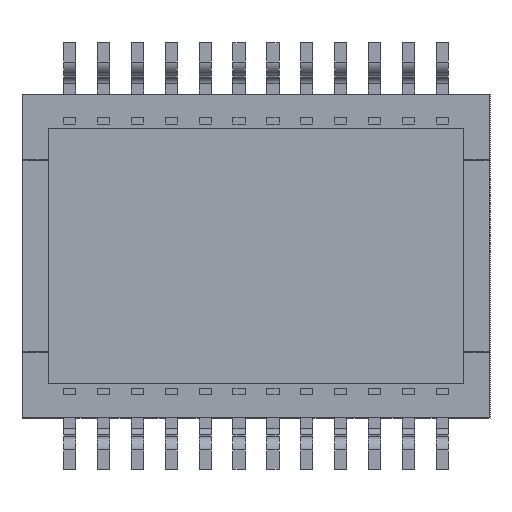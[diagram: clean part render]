
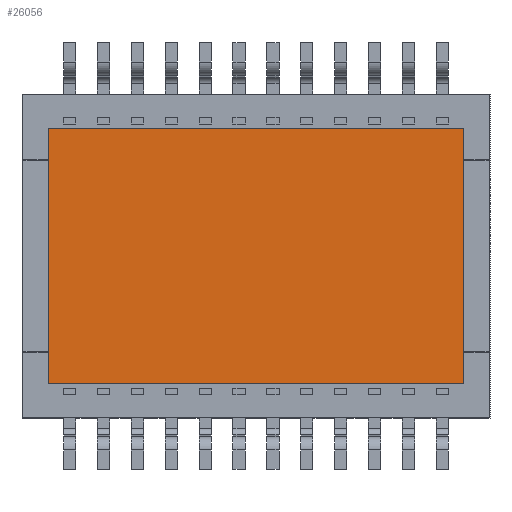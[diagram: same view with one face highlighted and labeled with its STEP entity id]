
A CAD part, front view. The second image highlights one B-rep face of the part: STEP entity #26056.
In plain terms, the highlighted planar face has unit normal (0, -1, 0).
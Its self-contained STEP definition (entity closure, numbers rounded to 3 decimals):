
#5279=DIRECTION('',(0.,0.,1.));
#5280=VECTOR('',#5279,9.55);
#5281=CARTESIAN_POINT('',(87.844,2.9,-24.775));
#5282=LINE('',#5281,#5280);
#5283=DIRECTION('',(1.,0.,0.));
#5284=VECTOR('',#5283,15.57);
#5285=CARTESIAN_POINT('',(72.274,2.9,-24.775));
#5286=LINE('',#5285,#5284);
#5287=DIRECTION('',(0.,0.,-1.));
#5288=VECTOR('',#5287,9.55);
#5289=CARTESIAN_POINT('',(72.274,2.9,-15.225));
#5290=LINE('',#5289,#5288);
#5291=DIRECTION('',(-1.,0.,0.));
#5292=VECTOR('',#5291,15.57);
#5293=CARTESIAN_POINT('',(87.844,2.9,-15.225));
#5294=LINE('',#5293,#5292);
#16585=CARTESIAN_POINT('',(72.274,2.9,-15.225));
#16586=VERTEX_POINT('',#16585);
#16591=CARTESIAN_POINT('',(72.274,2.9,-24.775));
#16592=VERTEX_POINT('',#16591);
#16593=CARTESIAN_POINT('',(87.844,2.9,-24.775));
#16594=VERTEX_POINT('',#16593);
#16599=CARTESIAN_POINT('',(87.844,2.9,-15.225));
#16600=VERTEX_POINT('',#16599);
#26045=CARTESIAN_POINT('',(80.059,2.9,-20.));
#26046=DIRECTION('',(0.,1.,0.));
#26047=DIRECTION('',(-1.,0.,0.));
#26048=AXIS2_PLACEMENT_3D('',#26045,#26046,#26047);
#26049=PLANE('',#26048);
#26050=ORIENTED_EDGE('',*,*,#25980,.F.);
#26051=ORIENTED_EDGE('',*,*,#26002,.F.);
#26052=ORIENTED_EDGE('',*,*,#26016,.F.);
#26053=ORIENTED_EDGE('',*,*,#26037,.F.);
#26054=EDGE_LOOP('',(#26050,#26051,#26052,#26053));
#26055=FACE_OUTER_BOUND('',#26054,.F.);
#25980=EDGE_CURVE('',#16594,#16600,#5282,.T.);
#26002=EDGE_CURVE('',#16592,#16594,#5286,.T.);
#26016=EDGE_CURVE('',#16586,#16592,#5290,.T.);
#26037=EDGE_CURVE('',#16600,#16586,#5294,.T.);
#26056=ADVANCED_FACE('',(#26055),#26049,.F.);
